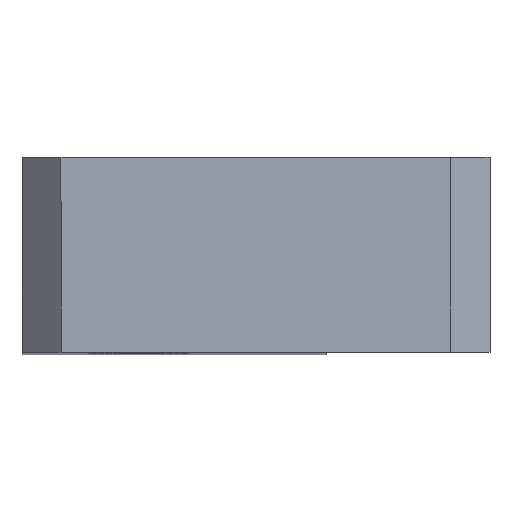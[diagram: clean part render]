
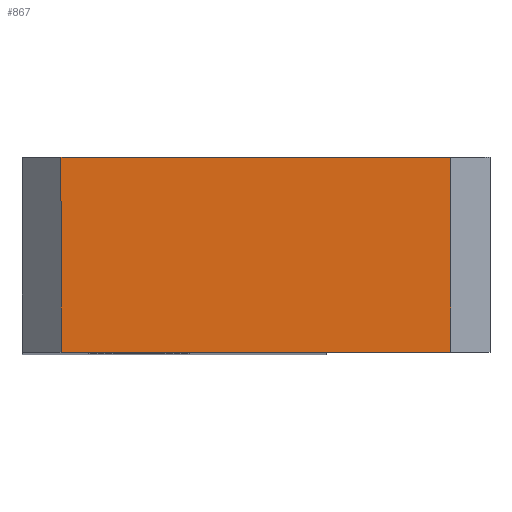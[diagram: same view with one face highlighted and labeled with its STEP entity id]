
A CAD part, top view. The second image highlights one B-rep face of the part: STEP entity #867.
In plain terms, the highlighted planar face has unit normal (0, 0, 1).
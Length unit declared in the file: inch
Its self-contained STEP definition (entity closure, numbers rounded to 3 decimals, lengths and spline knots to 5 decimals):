
#150 = CARTESIAN_POINT ( 'NONE',  ( 0.75, 0., 1. ) ) ;
#221 = LINE ( 'NONE', #3087, #3731 ) ;
#410 = ORIENTED_EDGE ( 'NONE', *, *, #2012, .F. ) ;
#542 = CARTESIAN_POINT ( 'NONE',  ( -2., 0., 1. ) ) ;
#578 = DIRECTION ( 'NONE',  ( 0., 1., 0. ) ) ;
#612 = LINE ( 'NONE', #1957, #1422 ) ;
#623 = DIRECTION ( 'NONE',  ( 0., 0., -1. ) ) ;
#696 = CARTESIAN_POINT ( 'NONE',  ( 0.75, 1.25, 1. ) ) ;
#828 = EDGE_LOOP ( 'NONE', ( #1602, #3063, #410, #3113 ) ) ;
#867 = ADVANCED_FACE ( 'NONE', ( #4495 ), #2710, .F. ) ;
#1245 = DIRECTION ( 'NONE',  ( 1., 0., 0. ) ) ;
#1422 = VECTOR ( 'NONE', #578, 39.37008 ) ;
#1563 = CARTESIAN_POINT ( 'NONE',  ( -1.75, 1.25, 1. ) ) ;
#1602 = ORIENTED_EDGE ( 'NONE', *, *, #3566, .T. ) ;
#1957 = CARTESIAN_POINT ( 'NONE',  ( 0.75, 1.25, 1. ) ) ;
#2012 = EDGE_CURVE ( 'NONE', #3529, #3817, #221, .T. ) ;
#2280 = CARTESIAN_POINT ( 'NONE',  ( -1.75, 0., 1. ) ) ;
#2363 = CARTESIAN_POINT ( 'NONE',  ( -2., 1.25, 1. ) ) ;
#2687 = EDGE_CURVE ( 'NONE', #3529, #3552, #3029, .T. ) ;
#2710 = PLANE ( 'NONE',  #4165 ) ;
#3026 = EDGE_CURVE ( 'NONE', #3395, #3817, #612, .T. ) ;
#3029 = LINE ( 'NONE', #3854, #3942 ) ;
#3063 = ORIENTED_EDGE ( 'NONE', *, *, #3026, .T. ) ;
#3076 = DIRECTION ( 'NONE',  ( -1., 0., 0. ) ) ;
#3087 = CARTESIAN_POINT ( 'NONE',  ( -2., 1.25, 1. ) ) ;
#3113 = ORIENTED_EDGE ( 'NONE', *, *, #2687, .T. ) ;
#3170 = VECTOR ( 'NONE', #1245, 39.37008 ) ;
#3395 = VERTEX_POINT ( 'NONE', #150 ) ;
#3529 = VERTEX_POINT ( 'NONE', #1563 ) ;
#3552 = VERTEX_POINT ( 'NONE', #2280 ) ;
#3566 = EDGE_CURVE ( 'NONE', #3552, #3395, #4104, .T. ) ;
#3731 = VECTOR ( 'NONE', #3773, 39.37008 ) ;
#3773 = DIRECTION ( 'NONE',  ( 1., 0., 0. ) ) ;
#3817 = VERTEX_POINT ( 'NONE', #696 ) ;
#3854 = CARTESIAN_POINT ( 'NONE',  ( -1.75, 1.25, 1. ) ) ;
#3942 = VECTOR ( 'NONE', #4539, 39.37008 ) ;
#4104 = LINE ( 'NONE', #542, #3170 ) ;
#4165 = AXIS2_PLACEMENT_3D ( 'NONE', #2363, #623, #3076 ) ;
#4495 = FACE_OUTER_BOUND ( 'NONE', #828, .T. ) ;
#4539 = DIRECTION ( 'NONE',  ( 0., -1., 0. ) ) ;
